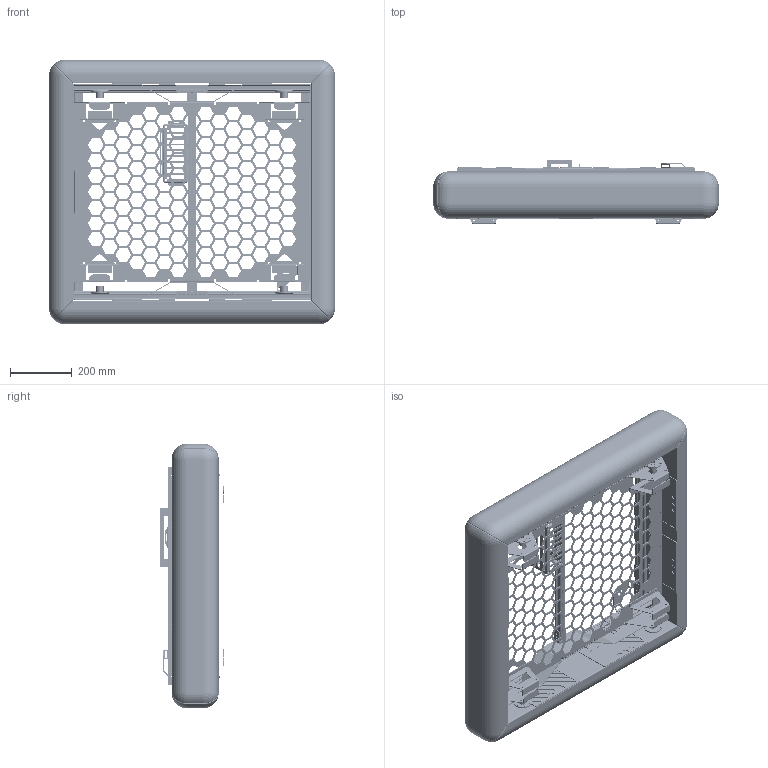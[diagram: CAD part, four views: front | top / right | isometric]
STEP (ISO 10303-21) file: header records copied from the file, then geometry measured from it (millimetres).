
FILE_DESCRIPTION (( 'STEP AP203' ), '1' );
FILE_NAME ('Chassis MK5 Render 4.STEP', '2018-01-20T17:09:49', ( '' ), ( '' ), 'SwSTEP 2.0', 'SolidWorks 2016', '' );
FILE_SCHEMA (( 'CONFIG_CONTROL_DESIGN' ));
Length unit declared in the file: inch
Products named in the file (19): Gearbox Support; 90 degree angle mount; T-Slot (30in); Bumper Clip; Bumpers - LeftRight; Safety Light Mount; Bumper Assembly; Side Panel; Base Plate MK5; 90 degree vertical angle mount; Front and Back Plate; Lightweight Battery Caddy; Bumpers - FrontBack; Toughbox Nano with Hub and 6in Left Mechanum Wheel; Chassis MK5 Render 4; Toughbox Nano with Hub and 6in Right Mechanum Wheel; 180 degree angle mount; am-0096a+500+Hex+Hub+r2; T-Slot (25.1in)
Assembly tree (51 placements, depth 3):
  Chassis MK5 Render 4
    Base Plate MK5
    Toughbox Nano with Hub and 6in Left Mechanum Wheel  x2
      am-0096a+500+Hex+Hub+r2
    Toughbox Nano with Hub and 6in Right Mechanum Wheel  x2
      am-0096a+500+Hex+Hub+r2
    T-Slot (30in)  x2
    Front and Back Plate  x2
    T-Slot (25.1in)  x3
    90 degree angle mount  x4
    Safety Light Mount
    90 degree vertical angle mount  x8
    Gearbox Support  x4
    Side Panel  x2
    Bumper Assembly
      Bumpers - FrontBack  x2
      Bumpers - LeftRight  x2
      Bumper Clip  x8
    180 degree angle mount  x4
    Lightweight Battery Caddy
Bounding box: 924.56 x 208.28 x 855.98 mm (x, y, z)
Volume: 36799010.8 mm3; surface area: 3925181.7 mm2
Topology: 48 solids, 48 shells, 5334 faces, 14870 edges, 9628 vertices
Faces by surface type: plane 2700, cylinder 2514, cone 48, sphere 32, bspline 24, torus 16
Entity records: 90687 total; most frequent: CARTESIAN_POINT 15610, ORIENTED_EDGE 14960, DIRECTION 14842, EDGE_CURVE 7480, LINE 5438, VECTOR 5438, VERTEX_POINT 4862, AXIS2_PLACEMENT_3D 4702
